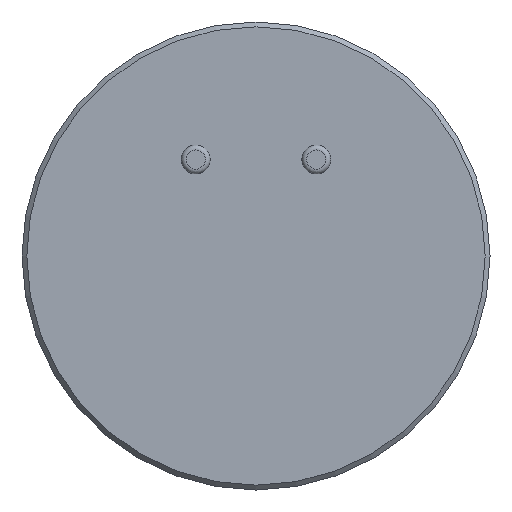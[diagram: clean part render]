
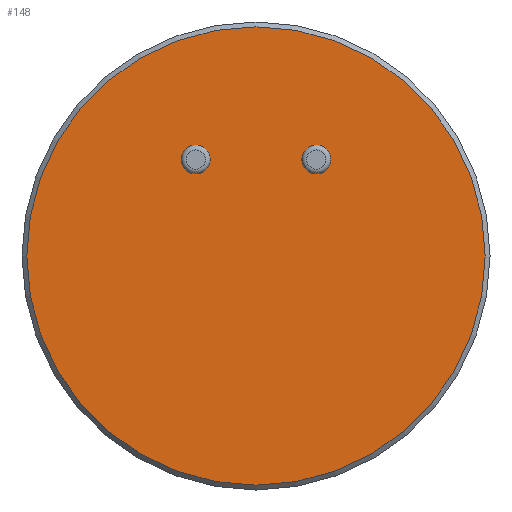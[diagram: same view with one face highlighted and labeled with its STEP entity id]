
A CAD part, front view. The second image highlights one B-rep face of the part: STEP entity #148.
In plain terms, the highlighted planar face has unit normal (0, -1, 0).
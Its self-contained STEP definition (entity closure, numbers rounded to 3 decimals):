
#18=FACE_BOUND('',#41,.T.);
#19=FACE_BOUND('',#42,.T.);
#20=PLANE('',#176);
#29=FACE_OUTER_BOUND('',#40,.T.);
#40=EDGE_LOOP('',(#114));
#41=EDGE_LOOP('',(#115));
#42=EDGE_LOOP('',(#116));
#62=CIRCLE('',#173,4.75);
#64=CIRCLE('',#177,0.3);
#65=CIRCLE('',#178,0.3);
#76=VERTEX_POINT('',#257);
#78=VERTEX_POINT('',#265);
#79=VERTEX_POINT('',#267);
#89=EDGE_CURVE('',#76,#76,#62,.T.);
#92=EDGE_CURVE('',#78,#78,#64,.T.);
#93=EDGE_CURVE('',#79,#79,#65,.T.);
#114=ORIENTED_EDGE('',*,*,#89,.F.);
#115=ORIENTED_EDGE('',*,*,#92,.T.);
#116=ORIENTED_EDGE('',*,*,#93,.T.);
#148=ADVANCED_FACE('',(#29,#18,#19),#20,.F.);
#173=AXIS2_PLACEMENT_3D('',#259,#203,#204);
#176=AXIS2_PLACEMENT_3D('',#264,#210,#211);
#177=AXIS2_PLACEMENT_3D('',#266,#212,#213);
#178=AXIS2_PLACEMENT_3D('',#268,#214,#215);
#203=DIRECTION('center_axis',(0.,1.,0.));
#204=DIRECTION('ref_axis',(1.,0.,0.));
#210=DIRECTION('center_axis',(0.,1.,0.));
#211=DIRECTION('ref_axis',(1.,0.,0.));
#212=DIRECTION('center_axis',(0.,1.,0.));
#213=DIRECTION('ref_axis',(1.,0.,0.));
#214=DIRECTION('center_axis',(0.,1.,0.));
#215=DIRECTION('ref_axis',(1.,0.,0.));
#257=CARTESIAN_POINT('',(-4.75,0.,0.));
#259=CARTESIAN_POINT('Origin',(0.,0.,0.));
#264=CARTESIAN_POINT('Origin',(0.,0.,0.));
#265=CARTESIAN_POINT('',(0.95,0.,2.));
#266=CARTESIAN_POINT('Origin',(1.25,0.,2.));
#267=CARTESIAN_POINT('',(-1.55,0.,2.));
#268=CARTESIAN_POINT('Origin',(-1.25,0.,2.));
